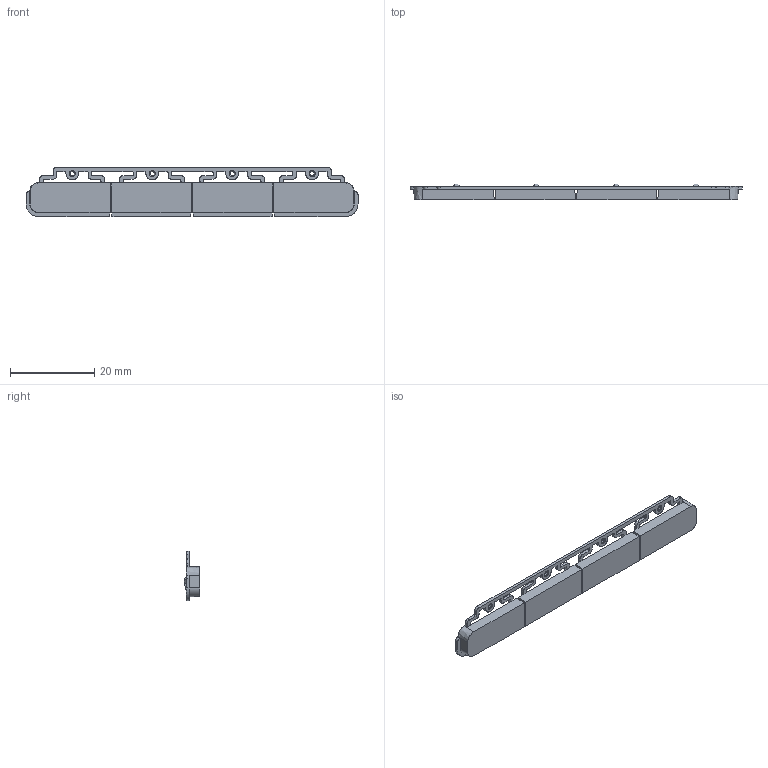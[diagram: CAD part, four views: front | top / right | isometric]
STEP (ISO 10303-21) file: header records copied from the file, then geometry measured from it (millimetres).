
FILE_DESCRIPTION(/* description */ ('Generated from Alias Stage'),/* implementation_level */ '2;1');
FILE_NAME(/* name */ 'buttons',/* time_stamp */ '2014-09-29T19:43:39-05:00',/* author */ (''),/* organization */ ('Alias Systems'),/* preprocessor_version */ 'ST-DEVELOPER v11',/* originating_system */ 'Autodesk OpenModel 2012',/* authorisation */ '');
FILE_SCHEMA (('AUTOMOTIVE_DESIGN { 1 2 10303 214 1 1 1 1 }'));
Length unit declared in the file: millimetre
Products named in the file (1): buttons
Bounding box: 78.9 x 3.7 x 11.7 mm (x, y, z)
Surface area: 2524.1 mm2 (no closed solid volume)
Topology: 0 solids, 1 shells, 316 faces, 1056 edges, 710 vertices
Faces by surface type: bspline 316
Entity records: 10719 total; most frequent: CARTESIAN_POINT 5903, ORIENTED_EDGE 1926, EDGE_CURVE 1056, VERTEX_POINT 844, EDGE_LOOP 324, FACE_OUTER_BOUND 316, ADVANCED_FACE 316, FACE_BOUND 8
